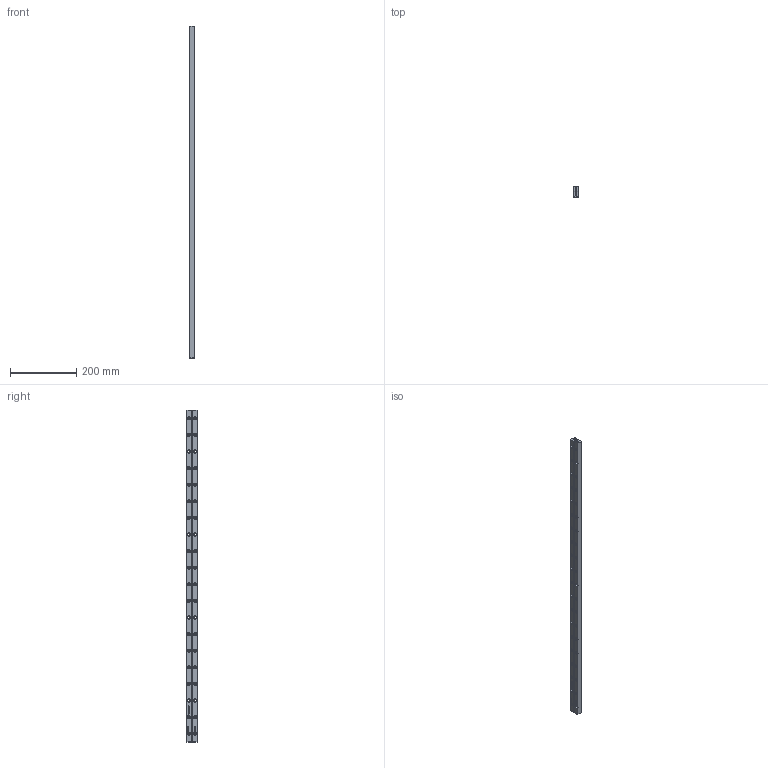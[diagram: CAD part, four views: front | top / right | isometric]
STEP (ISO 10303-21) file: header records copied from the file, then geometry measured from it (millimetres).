
FILE_DESCRIPTION(('FreeCAD Model'),'2;1');
FILE_NAME('R 6-1000.step','2020-10-19T17:38:25',('Author'),(''), 'Open CASCADE STEP processor 6.8','FreeCAD','Unknown');
FILE_SCHEMA(('AUTOMOTIVE_DESIGN_CC2 { 1 2 10303 214 -1 1 5 4 }'));
Length unit declared in the file: millimetre
Products named in the file (2): ASSEMBLY; Schienenpaar
Assembly tree (1 placements, depth 2):
  ASSEMBLY
    Schienenpaar
Bounding box: 15 x 31 x 1000 mm (x, y, z)
Volume: 370215.1 mm3; surface area: 137367.4 mm2
Topology: 2 solids, 2 shells, 818 faces, 2107 edges, 1374 vertices
Faces by surface type: extrusion 438, plane 246, cylinder 86, cone 48
Full cylindrical faces by diameter (mm): 5 x4, 6 x40, 9.5 x40
Entity records: 52745 total; most frequent: CARTESIAN_POINT 12980, DIRECTION 5903, VECTOR 4579, ORIENTED_EDGE 4206, PCURVE 4206, DEFINITIONAL_REPRESENTATION 4206, LINE 4141, B_SPLINE_CURVE_WITH_KNOTS 2222
